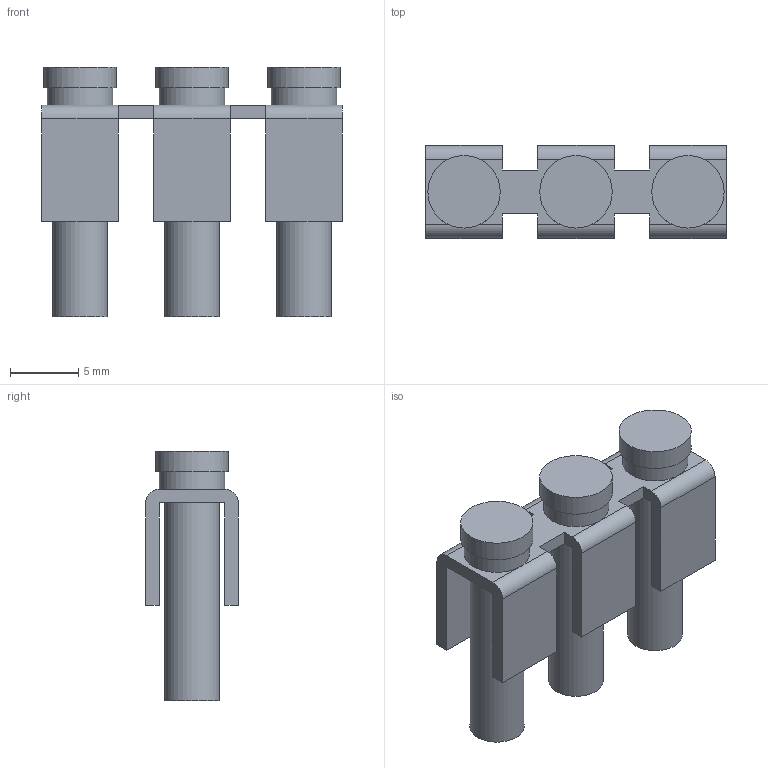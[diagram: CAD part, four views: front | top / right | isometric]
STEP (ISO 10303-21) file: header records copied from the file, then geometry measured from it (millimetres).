
FILE_DESCRIPTION(/* description */ (''),/* implementation_level */ '2;1');
FILE_NAME(/* name */ 'CQ3-6.stp',/* time_stamp */ '2024-02-28T15:15:22+08:00',/* author */ (''),/* organization */ (''),/* preprocessor_version */ 'ST-DEVELOPER v16.7',/* originating_system */ 'SIEMENS PLM Software NX 12.0',/* authorisation */ '');
FILE_SCHEMA (('AP203_CONFIGURATION_CONTROLLED_3D_DESIGN_OF_MECHANICAL_PARTS_AND_ASSEMBLIES_MIM_LF { 1 0 10303 403 2 1 2}'));
Length unit declared in the file: millimetre
Products named in the file (1): CQ3-6
Bounding box: 22 x 6.8 x 18.3 mm (x, y, z)
Volume: 1092.2 mm3; surface area: 1614.9 mm2
Topology: 1 solids, 1 shells, 61 faces, 153 edges, 100 vertices
Faces by surface type: plane 46, cylinder 15
Full cylindrical faces by diameter (mm): 4 x3, 4.8 x3, 5.3 x3
Entity records: 1834 total; most frequent: CARTESIAN_POINT 300, DIRECTION 298, ORIENTED_EDGE 282, EDGE_CURVE 141, LINE 108, VECTOR 108, VERTEX_POINT 97, AXIS2_PLACEMENT_3D 95
